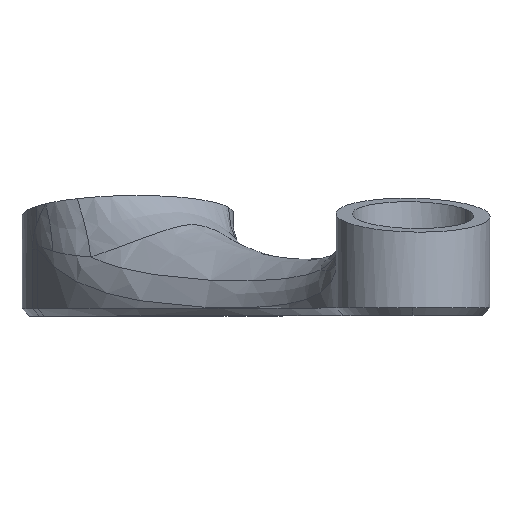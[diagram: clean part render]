
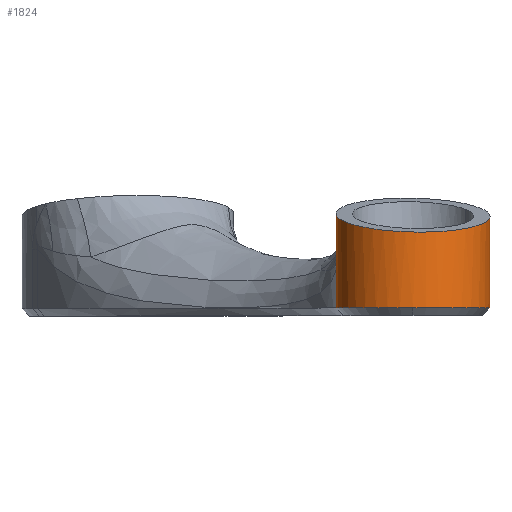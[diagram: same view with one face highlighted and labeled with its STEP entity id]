
A CAD part, top view. The second image highlights one B-rep face of the part: STEP entity #1824.
In plain terms, the highlighted cylindrical face has radius 12.15 mm (diameter 24.3 mm), a partial arc.
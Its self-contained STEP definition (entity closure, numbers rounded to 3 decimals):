
#53 = VECTOR ( 'NONE', #1012, 1000. ) ;
#111 = ORIENTED_EDGE ( 'NONE', *, *, #3669, .F. ) ;
#133 = CARTESIAN_POINT ( 'NONE',  ( -46.028, 9.395, 76.541 ) ) ;
#200 = CARTESIAN_POINT ( 'NONE',  ( -21.934, 1.2, 76.204 ) ) ;
#226 = EDGE_CURVE ( 'NONE', #1683, #2699, #1020, .T. ) ;
#227 = CARTESIAN_POINT ( 'NONE',  ( -45.614, 16.8, 74.511 ) ) ;
#289 = CARTESIAN_POINT ( 'NONE',  ( -21.966, 12.576, 75.993 ) ) ;
#481 = EDGE_CURVE ( 'NONE', #3391, #4284, #4075, .T. ) ;
#552 = ORIENTED_EDGE ( 'NONE', *, *, #481, .T. ) ;
#621 = CARTESIAN_POINT ( 'NONE',  ( -46.04, 15., 76.653 ) ) ;
#662 = CARTESIAN_POINT ( 'NONE',  ( -22.575, 15.308, 73.672 ) ) ;
#674 = CARTESIAN_POINT ( 'NONE',  ( -23.346, 16.918, 72.026 ) ) ;
#695 = EDGE_CURVE ( 'NONE', #1619, #1161, #3796, .T. ) ;
#701 = CARTESIAN_POINT ( 'NONE',  ( -45.614, 16.8, 74.511 ) ) ;
#712 = CARTESIAN_POINT ( 'NONE',  ( -22.181, 14.06, 74.95 ) ) ;
#733 = CARTESIAN_POINT ( 'NONE',  ( -22.423, 14.906, 74.103 ) ) ;
#813 = ORIENTED_EDGE ( 'NONE', *, *, #2354, .T. ) ;
#862 = CARTESIAN_POINT ( 'NONE',  ( -46.039, 8.18, 76.642 ) ) ;
#906 = DIRECTION ( 'NONE',  ( 0., -1., 0. ) ) ;
#935 = DIRECTION ( 'NONE',  ( 0.866, 0., -0.5 ) ) ;
#1012 = DIRECTION ( 'NONE',  ( 0., -1., 0. ) ) ;
#1020 = B_SPLINE_CURVE_WITH_KNOTS ( 'NONE', 3,
 ( #2534, #1438, #4398, #289, #2557, #2961, #3252, #712, #3652, #733, #662, #4787, #4448, #4048 ),
 .UNSPECIFIED., .F., .F.,
 ( 4, 2, 2, 2, 2, 2, 4 ),
 ( 0., 0.001, 0.002, 0.003, 0.004, 0.006, 0.007 ),
 .UNSPECIFIED. ) ;
#1137 = CARTESIAN_POINT ( 'NONE',  ( -32.611, 13.124, 90.017 ) ) ;
#1148 = AXIS2_PLACEMENT_3D ( 'NONE', #1328, #906, #935 ) ;
#1161 = VERTEX_POINT ( 'NONE', #1234 ) ;
#1167 = CARTESIAN_POINT ( 'NONE',  ( -45.906, 12.944, 75.721 ) ) ;
#1234 = CARTESIAN_POINT ( 'NONE',  ( -46.04, 7.366, 76.653 ) ) ;
#1249 = FACE_OUTER_BOUND ( 'NONE', #2496, .T. ) ;
#1328 = CARTESIAN_POINT ( 'NONE',  ( -33.959, 15., 77.942 ) ) ;
#1428 = CARTESIAN_POINT ( 'NONE',  ( -18.67, 14.975, 80.414 ) ) ;
#1438 = CARTESIAN_POINT ( 'NONE',  ( -21.934, 11.675, 76.204 ) ) ;
#1498 = CARTESIAN_POINT ( 'NONE',  ( -23.346, 16.918, 72.026 ) ) ;
#1557 = ORIENTED_EDGE ( 'NONE', *, *, #2488, .T. ) ;
#1619 = VERTEX_POINT ( 'NONE', #227 ) ;
#1683 = VERTEX_POINT ( 'NONE', #2076 ) ;
#1824 = ADVANCED_FACE ( 'NONE', ( #1249 ), #3906, .T. ) ;
#1919 = CARTESIAN_POINT ( 'NONE',  ( -45.978, 11.386, 76.155 ) ) ;
#2076 = CARTESIAN_POINT ( 'NONE',  ( -21.934, 11.367, 76.204 ) ) ;
#2081 = LINE ( 'NONE', #621, #53 ) ;
#2098 =( BOUNDED_CURVE ( )  B_SPLINE_CURVE ( 3, ( #701, #3687, #4459, #1137, #2950, #1428, #1498 ),
 .UNSPECIFIED., .F., .T. ) 
 B_SPLINE_CURVE_WITH_KNOTS ( ( 4, 3, 4 ),
 ( 4.339, 6.307, 8.275 ),
 .UNSPECIFIED. ) 
 CURVE ( )  GEOMETRIC_REPRESENTATION_ITEM ( )  RATIONAL_B_SPLINE_CURVE ( ( 1., 0.702, 0.702, 1., 0.702, 0.702, 1. ) ) 
 REPRESENTATION_ITEM ( '' )  );
#2289 = AXIS2_PLACEMENT_3D ( 'NONE', #3296, #3388, #3447 ) ;
#2354 = EDGE_CURVE ( 'NONE', #2470, #1683, #4308, .T. ) ;
#2470 = VERTEX_POINT ( 'NONE', #200 ) ;
#2488 = EDGE_CURVE ( 'NONE', #1161, #3391, #2081, .T. ) ;
#2496 = EDGE_LOOP ( 'NONE', ( #1557, #552, #2724, #813, #3824, #111, #3679 ) ) ;
#2534 = CARTESIAN_POINT ( 'NONE',  ( -21.934, 11.367, 76.204 ) ) ;
#2557 = CARTESIAN_POINT ( 'NONE',  ( -21.988, 12.856, 75.858 ) ) ;
#2605 = CIRCLE ( 'NONE', #2289, 12.15 ) ;
#2646 = CARTESIAN_POINT ( 'NONE',  ( -45.687, 16.031, 74.758 ) ) ;
#2699 = VERTEX_POINT ( 'NONE', #674 ) ;
#2707 = CARTESIAN_POINT ( 'NONE',  ( -46.033, 8.991, 76.586 ) ) ;
#2724 = ORIENTED_EDGE ( 'NONE', *, *, #3360, .T. ) ;
#2906 = DIRECTION ( 'NONE',  ( 0., 1., 0. ) ) ;
#2950 = CARTESIAN_POINT ( 'NONE',  ( -23.067, 13.175, 88.952 ) ) ;
#2961 = CARTESIAN_POINT ( 'NONE',  ( -22.048, 13.37, 75.535 ) ) ;
#3035 = CARTESIAN_POINT ( 'NONE',  ( -45.614, 16.8, 74.511 ) ) ;
#3061 = CARTESIAN_POINT ( 'NONE',  ( -46.04, 7.366, 76.653 ) ) ;
#3252 = CARTESIAN_POINT ( 'NONE',  ( -22.087, 13.606, 75.347 ) ) ;
#3265 = DIRECTION ( 'NONE',  ( 0., 0., 1. ) ) ;
#3296 = CARTESIAN_POINT ( 'NONE',  ( -33.959, 1.2, 77.942 ) ) ;
#3360 = EDGE_CURVE ( 'NONE', #4284, #2470, #2605, .T. ) ;
#3388 = DIRECTION ( 'NONE',  ( 0., 1., 0. ) ) ;
#3390 = CARTESIAN_POINT ( 'NONE',  ( -46.04, 7.773, 76.653 ) ) ;
#3391 = VERTEX_POINT ( 'NONE', #3853 ) ;
#3447 = DIRECTION ( 'NONE',  ( 0., 0., 1. ) ) ;
#3452 = VECTOR ( 'NONE', #4726, 1000. ) ;
#3652 = CARTESIAN_POINT ( 'NONE',  ( -22.236, 14.276, 74.739 ) ) ;
#3667 = CARTESIAN_POINT ( 'NONE',  ( -33.959, 1.2, 77.942 ) ) ;
#3669 = EDGE_CURVE ( 'NONE', #1619, #2699, #2098, .T. ) ;
#3679 = ORIENTED_EDGE ( 'NONE', *, *, #695, .T. ) ;
#3687 = CARTESIAN_POINT ( 'NONE',  ( -48.326, 14.817, 83.724 ) ) ;
#3770 = CARTESIAN_POINT ( 'NONE',  ( -33.959, 1.2, 90.092 ) ) ;
#3796 = B_SPLINE_CURVE_WITH_KNOTS ( 'NONE', 3,
 ( #3035, #2646, #4139, #4118, #1167, #1919, #4160, #133, #2707, #862, #3390, #3061 ),
 .UNSPECIFIED., .F., .F.,
 ( 4, 2, 2, 2, 2, 4 ),
 ( 0.006, 0.008, 0.011, 0.013, 0.015, 0.016 ),
 .UNSPECIFIED. ) ;
#3824 = ORIENTED_EDGE ( 'NONE', *, *, #226, .T. ) ;
#3853 = CARTESIAN_POINT ( 'NONE',  ( -46.04, 1.2, 76.653 ) ) ;
#3902 = CARTESIAN_POINT ( 'NONE',  ( -21.934, 15., 76.204 ) ) ;
#3906 = CYLINDRICAL_SURFACE ( 'NONE', #1148, 12.15 ) ;
#4048 = CARTESIAN_POINT ( 'NONE',  ( -23.346, 16.918, 72.026 ) ) ;
#4075 = CIRCLE ( 'NONE', #4778, 12.15 ) ;
#4118 = CARTESIAN_POINT ( 'NONE',  ( -45.86, 13.717, 75.483 ) ) ;
#4139 = CARTESIAN_POINT ( 'NONE',  ( -45.75, 15.261, 75.003 ) ) ;
#4160 = CARTESIAN_POINT ( 'NONE',  ( -46.005, 10.601, 76.35 ) ) ;
#4284 = VERTEX_POINT ( 'NONE', #3770 ) ;
#4308 = LINE ( 'NONE', #3902, #3452 ) ;
#4398 = CARTESIAN_POINT ( 'NONE',  ( -21.939, 11.984, 76.166 ) ) ;
#4448 = CARTESIAN_POINT ( 'NONE',  ( -23.126, 16.511, 72.421 ) ) ;
#4459 = CARTESIAN_POINT ( 'NONE',  ( -42.155, 13.073, 91.082 ) ) ;
#4726 = DIRECTION ( 'NONE',  ( 0., 1., 0. ) ) ;
#4778 = AXIS2_PLACEMENT_3D ( 'NONE', #3667, #2906, #3265 ) ;
#4787 = CARTESIAN_POINT ( 'NONE',  ( -22.926, 16.111, 72.832 ) ) ;
